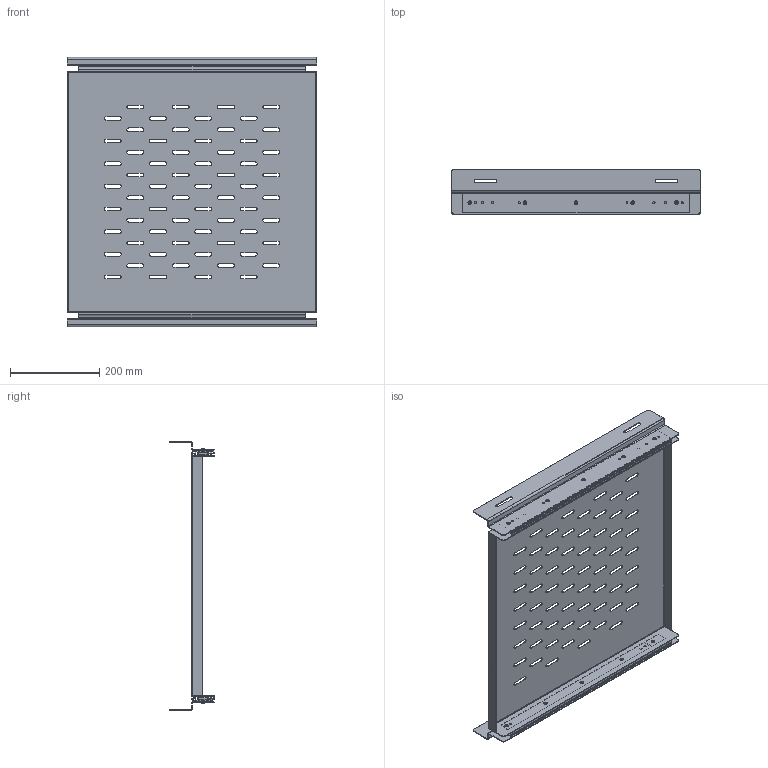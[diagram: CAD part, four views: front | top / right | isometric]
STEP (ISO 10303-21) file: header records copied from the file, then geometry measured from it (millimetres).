
FILE_DESCRIPTION (( 'STEP AP214' ), '1' );
FILE_NAME ('SCE-22VEPOS.STEP', '2022-08-31T09:03:41', ( '' ), ( '' ), 'SwSTEP 2.0', 'SolidWorks 2021', '' );
FILE_SCHEMA (( 'AUTOMOTIVE_DESIGN' ));
Length unit declared in the file: inch
Products named in the file (1): SCE-22VEPOS
Bounding box: 558.8 x 99.77 x 603.25 mm (x, y, z)
Volume: 1048722.1 mm3; surface area: 1343864.8 mm2
Topology: 29 solids, 29 shells, 886 faces, 2405 edges, 1619 vertices
Faces by surface type: plane 432, cylinder 394, torus 40, bspline 20
Full cylindrical faces by diameter (mm): 2.464 x20, 4.064 x20, 4.369 x28, 5.08 x34, 5.588 x20
Entity records: 31696 total; most frequent: CARTESIAN_POINT 8907, DIRECTION 4542, ORIENTED_EDGE 4360, EDGE_CURVE 2180, AXIS2_PLACEMENT_3D 1643, VERTEX_POINT 1576, EDGE_LOOP 1434, LINE 1256
